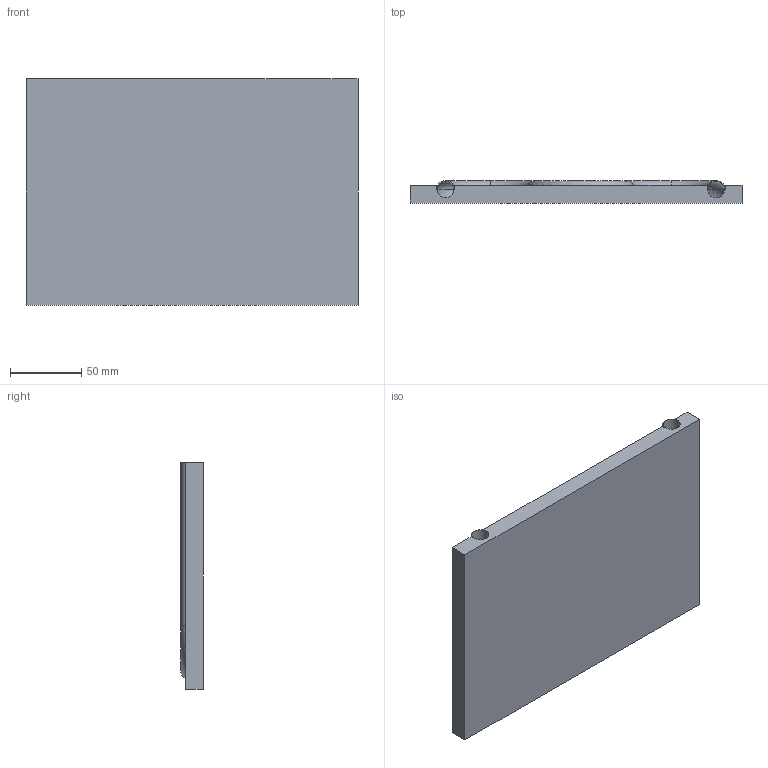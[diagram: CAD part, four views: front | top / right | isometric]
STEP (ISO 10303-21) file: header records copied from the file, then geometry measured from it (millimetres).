
FILE_DESCRIPTION (( 'STEP AP214' ), '1' );
FILE_NAME ('shittyColdplateStep.STEP', '2024-08-10T21:52:07', ( '' ), ( '' ), 'SwSTEP 2.0', 'SolidWorks 2024', '' );
FILE_SCHEMA (( 'AUTOMOTIVE_DESIGN' ));
Length unit declared in the file: millimetre
Products named in the file (1): shittyColdplateStep
Bounding box: 233.68 x 15.9 x 159.6 mm (x, y, z)
Volume: 409102.3 mm3; surface area: 117964.6 mm2
Topology: 1 solids, 1 shells, 53 faces, 129 edges, 78 vertices
Faces by surface type: cylinder 22, plane 15, torus 12, bspline 4
Entity records: 2869 total; most frequent: CARTESIAN_POINT 1604, DIRECTION 267, ORIENTED_EDGE 258, EDGE_CURVE 129, AXIS2_PLACEMENT_3D 103, VERTEX_POINT 78, LINE 61, VECTOR 61
